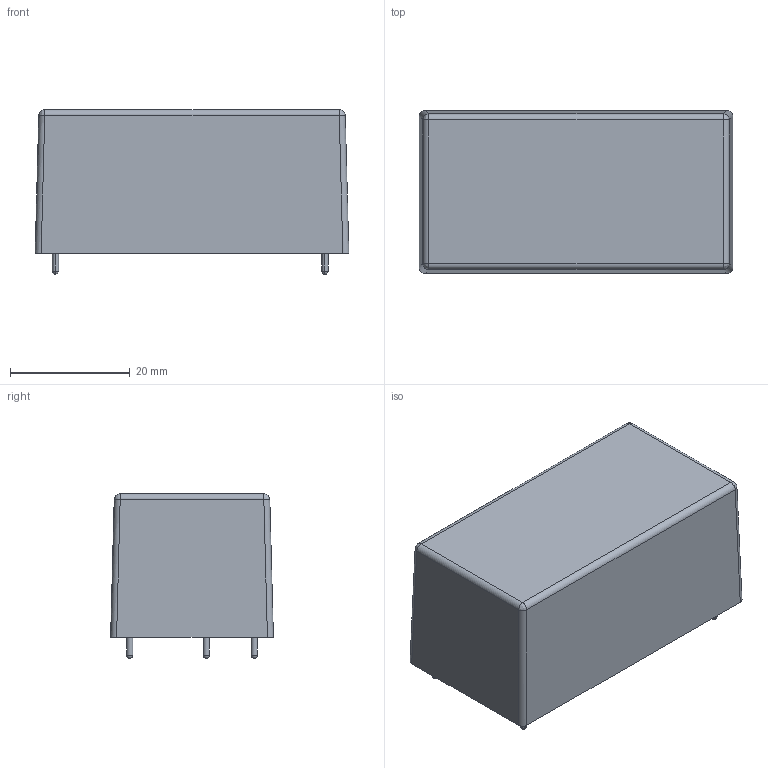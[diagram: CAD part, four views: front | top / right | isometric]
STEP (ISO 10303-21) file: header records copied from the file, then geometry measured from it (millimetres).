
FILE_DESCRIPTION(('FreeCAD Model'),'2;1');
FILE_NAME('ACDC-Converter_MeanWell-IRM-20-xx.step', '2017-08-16T17:49:59',('kicad StepUp'),('ksu MCAD'), 'Open CASCADE STEP processor 6.8','FreeCAD','Unknown');
FILE_SCHEMA(('AUTOMOTIVE_DESIGN_CC2 { 1 2 10303 214 -1 1 5 4 }'));
Length unit declared in the file: millimetre
Products named in the file (1): ACDC-Converter_MeanWell-IRM-20-xx
Bounding box: 52.4 x 27.2 x 27.5 mm (x, y, z)
Surface area: 6451.5 mm2 (no closed solid volume)
Topology: 0 solids, 34 shells, 34 faces, 144 edges, 144 vertices
Faces by surface type: cylinder 16, revolution 8, plane 6, bspline 4
Entity records: 1871 total; most frequent: CARTESIAN_POINT 463, DIRECTION 270, ORIENTED_EDGE 144, EDGE_CURVE 144, VERTEX_POINT 144, AXIS2_PLACEMENT_3D 103, CIRCLE 80, LINE 56
